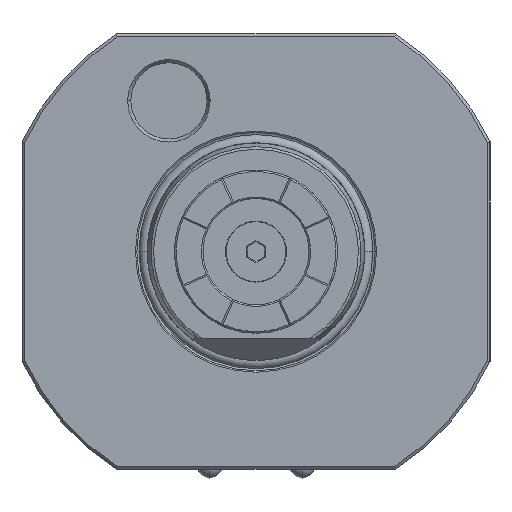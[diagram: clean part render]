
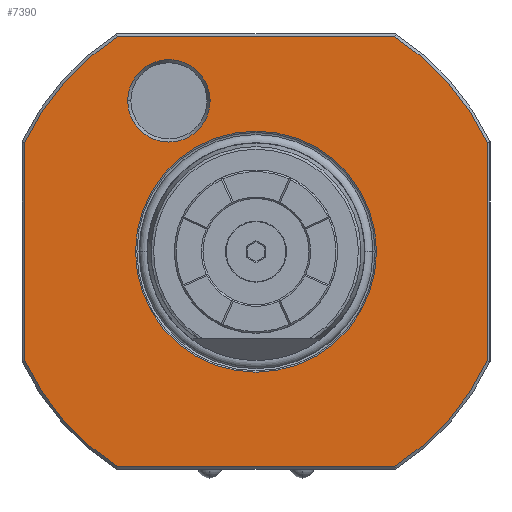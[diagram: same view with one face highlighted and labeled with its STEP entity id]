
A CAD part, left-side view. The second image highlights one B-rep face of the part: STEP entity #7390.
In plain terms, the highlighted planar face has unit normal (-1, 0, 0).
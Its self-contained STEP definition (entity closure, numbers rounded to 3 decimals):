
#230=CARTESIAN_POINT('',(-76.,0.,0.));
#231=DIRECTION('',(1.,0.,0.));
#232=DIRECTION('',(0.,-0.904,-0.427));
#233=AXIS2_PLACEMENT_3D('',#230,#231,#232);
#235=DIRECTION('',(0.,-1.,0.));
#236=VECTOR('',#235,50.942);
#237=CARTESIAN_POINT('',(-76.,25.471,-39.5));
#238=LINE('',#237,#236);
#239=CARTESIAN_POINT('',(-76.,0.,0.));
#240=DIRECTION('',(1.,0.,0.));
#241=DIRECTION('',(0.,0.542,-0.84));
#242=AXIS2_PLACEMENT_3D('',#239,#240,#241);
#244=DIRECTION('',(0.,0.,-1.));
#245=VECTOR('',#244,40.138);
#246=CARTESIAN_POINT('',(-76.,42.5,20.069));
#247=LINE('',#246,#245);
#248=CARTESIAN_POINT('',(-76.,0.,0.));
#249=DIRECTION('',(1.,0.,0.));
#250=DIRECTION('',(0.,0.904,0.427));
#251=AXIS2_PLACEMENT_3D('',#248,#249,#250);
#253=DIRECTION('',(0.,1.,0.));
#254=VECTOR('',#253,50.942);
#255=CARTESIAN_POINT('',(-76.,-25.471,39.5));
#256=LINE('',#255,#254);
#257=CARTESIAN_POINT('',(-76.,0.,0.));
#258=DIRECTION('',(1.,0.,0.));
#259=DIRECTION('',(0.,-0.542,0.84));
#260=AXIS2_PLACEMENT_3D('',#257,#258,#259);
#262=DIRECTION('',(0.,0.,1.));
#263=VECTOR('',#262,40.138);
#264=CARTESIAN_POINT('',(-76.,-42.5,
-20.069));
#265=LINE('',#264,#263);
#266=CARTESIAN_POINT('',(-76.,0.,0.));
#267=DIRECTION('',(1.,0.,0.));
#268=DIRECTION('',(0.,-1.,0.));
#269=AXIS2_PLACEMENT_3D('',#266,#267,#268);
#271=CARTESIAN_POINT('',(-76.,0.,0.));
#272=DIRECTION('',(1.,0.,0.));
#273=DIRECTION('',(0.,1.,0.));
#274=AXIS2_PLACEMENT_3D('',#271,#272,#273);
#276=CARTESIAN_POINT('',(-76.,16.,27.713));
#277=DIRECTION('',(1.,0.,0.));
#278=DIRECTION('',(0.,-1.,0.));
#279=AXIS2_PLACEMENT_3D('',#276,#277,#278);
#281=CARTESIAN_POINT('',(-76.,16.,27.713));
#282=DIRECTION('',(1.,0.,0.));
#283=DIRECTION('',(0.,1.,0.));
#284=AXIS2_PLACEMENT_3D('',#281,#282,#283);
#6476=CARTESIAN_POINT('',(-76.,-22.15,0.));
#6477=CARTESIAN_POINT('',(-76.,22.15,0.));
#6478=VERTEX_POINT('',#6476);
#6479=VERTEX_POINT('',#6477);
#6480=CARTESIAN_POINT('',(-76.,8.423,27.713));
#6481=CARTESIAN_POINT('',(-76.,23.577,27.713));
#6482=VERTEX_POINT('',#6480);
#6483=VERTEX_POINT('',#6481);
#6484=CARTESIAN_POINT('',(-76.,-42.5,-20.07));
#6485=CARTESIAN_POINT('',(-76.,-25.471,-39.5));
#6486=VERTEX_POINT('',#6484);
#6487=VERTEX_POINT('',#6485);
#6492=CARTESIAN_POINT('',(-76.,-25.471,39.5));
#6493=CARTESIAN_POINT('',(-76.,-42.5,20.07));
#6494=VERTEX_POINT('',#6492);
#6495=VERTEX_POINT('',#6493);
#6516=CARTESIAN_POINT('',(-76.,42.5,20.07));
#6517=CARTESIAN_POINT('',(-76.,25.471,39.5));
#6518=VERTEX_POINT('',#6516);
#6519=VERTEX_POINT('',#6517);
#6524=CARTESIAN_POINT('',(-76.,25.471,-39.5));
#6525=CARTESIAN_POINT('',(-76.,42.5,-20.07));
#6526=VERTEX_POINT('',#6524);
#6527=VERTEX_POINT('',#6525);
#7356=CARTESIAN_POINT('',(-76.,0.,0.));
#7357=DIRECTION('',(-1.,0.,0.));
#7358=DIRECTION('',(0.,1.,0.));
#7359=AXIS2_PLACEMENT_3D('',#7356,#7357,#7358);
#7360=PLANE('',#7359);
#7362=ORIENTED_EDGE('',*,*,#7361,.T.);
#7364=ORIENTED_EDGE('',*,*,#7363,.F.);
#7366=ORIENTED_EDGE('',*,*,#7365,.T.);
#7368=ORIENTED_EDGE('',*,*,#7367,.F.);
#7370=ORIENTED_EDGE('',*,*,#7369,.T.);
#7372=ORIENTED_EDGE('',*,*,#7371,.F.);
#7373=ORIENTED_EDGE('',*,*,#7346,.T.);
#7375=ORIENTED_EDGE('',*,*,#7374,.F.);
#7376=EDGE_LOOP('',(#7362,#7364,#7366,#7368,#7370,#7372,#7373,#7375));
#7377=FACE_OUTER_BOUND('',#7376,.F.);
#7379=ORIENTED_EDGE('',*,*,#7378,.F.);
#7381=ORIENTED_EDGE('',*,*,#7380,.F.);
#7382=EDGE_LOOP('',(#7379,#7381));
#7383=FACE_BOUND('',#7382,.F.);
#7385=ORIENTED_EDGE('',*,*,#7384,.F.);
#7387=ORIENTED_EDGE('',*,*,#7386,.F.);
#7388=EDGE_LOOP('',(#7385,#7387));
#7389=FACE_BOUND('',#7388,.F.);
#234=CIRCLE('',#233,47.001);
#243=CIRCLE('',#242,47.001);
#252=CIRCLE('',#251,47.001);
#261=CIRCLE('',#260,47.001);
#270=CIRCLE('',#269,22.15);
#275=CIRCLE('',#274,22.15);
#280=CIRCLE('',#279,7.577);
#285=CIRCLE('',#284,7.577);
#7346=EDGE_CURVE('',#6494,#6495,#261,.T.);
#7361=EDGE_CURVE('',#6486,#6487,#234,.T.);
#7363=EDGE_CURVE('',#6526,#6487,#238,.T.);
#7365=EDGE_CURVE('',#6526,#6527,#243,.T.);
#7367=EDGE_CURVE('',#6518,#6527,#247,.T.);
#7369=EDGE_CURVE('',#6518,#6519,#252,.T.);
#7371=EDGE_CURVE('',#6494,#6519,#256,.T.);
#7374=EDGE_CURVE('',#6486,#6495,#265,.T.);
#7378=EDGE_CURVE('',#6478,#6479,#270,.T.);
#7380=EDGE_CURVE('',#6479,#6478,#275,.T.);
#7384=EDGE_CURVE('',#6482,#6483,#280,.T.);
#7386=EDGE_CURVE('',#6483,#6482,#285,.T.);
#7390=ADVANCED_FACE('',(#7377,#7383,#7389),#7360,.T.);
